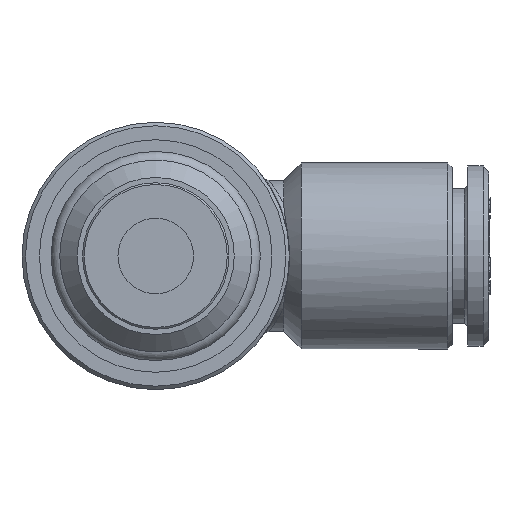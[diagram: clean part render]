
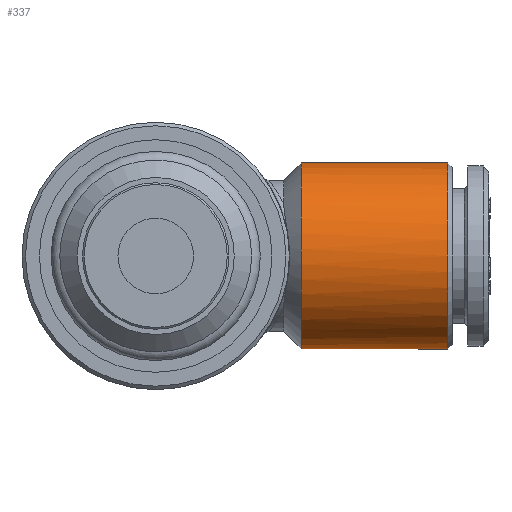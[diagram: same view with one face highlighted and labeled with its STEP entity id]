
A CAD part, front view. The second image highlights one B-rep face of the part: STEP entity #337.
In plain terms, the highlighted cylindrical face has radius 8 mm (diameter 16 mm), a full revolution.
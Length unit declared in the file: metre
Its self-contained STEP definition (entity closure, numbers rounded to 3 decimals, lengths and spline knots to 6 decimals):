
#337 = ADVANCED_FACE( 'NONE', ( #821, #822 ), #823, .T. );
#821 = FACE_OUTER_BOUND( '', #1899, .T. );
#822 = FACE_OUTER_BOUND( '', #1900, .T. );
#823 = CYLINDRICAL_SURFACE( '', #1901, 0.008 );
#1899 = EDGE_LOOP( '', ( #4037 ) );
#1900 = EDGE_LOOP( '', ( #4038 ) );
#1901 = AXIS2_PLACEMENT_3D( '', #4039, #4040, #4041 );
#4037 = ORIENTED_EDGE( '', *, *, #5455, .T. );
#4038 = ORIENTED_EDGE( '', *, *, #5310, .F. );
#4039 = CARTESIAN_POINT( '', ( -0.005577, 0.0203, 0. ) );
#4040 = DIRECTION( '', ( -1., 0., 0. ) );
#4041 = DIRECTION( '', ( 0., 0., 1. ) );
#5310 = EDGE_CURVE( 'NONE', #5944, #5944, #5945, .T. );
#5455 = EDGE_CURVE( 'NONE', #6192, #6192, #6193, .T. );
#5944 = VERTEX_POINT( '', #6881 );
#5945 = CIRCLE( '', #6882, 0.008 );
#6192 = VERTEX_POINT( '', #7742 );
#6193 = CIRCLE( '', #7743, 0.008 );
#6881 = CARTESIAN_POINT( '', ( 0.0125, 0.0203, 0.008 ) );
#6882 = AXIS2_PLACEMENT_3D( '', #9849, #9850, #9851 );
#7742 = CARTESIAN_POINT( '', ( 0.0251, 0.0203, 0.008 ) );
#7743 = AXIS2_PLACEMENT_3D( '', #9968, #9969, #9970 );
#9849 = CARTESIAN_POINT( '', ( 0.0125, 0.0203, 0. ) );
#9850 = DIRECTION( '', ( -1., 0., 0. ) );
#9851 = DIRECTION( '', ( 0., 0., 1. ) );
#9968 = CARTESIAN_POINT( '', ( 0.0251, 0.0203, 0. ) );
#9969 = DIRECTION( '', ( -1., 0., 0. ) );
#9970 = DIRECTION( '', ( 0., 0., 1. ) );
